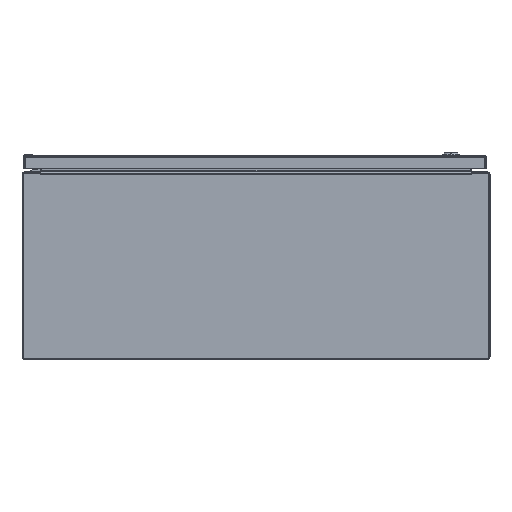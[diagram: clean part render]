
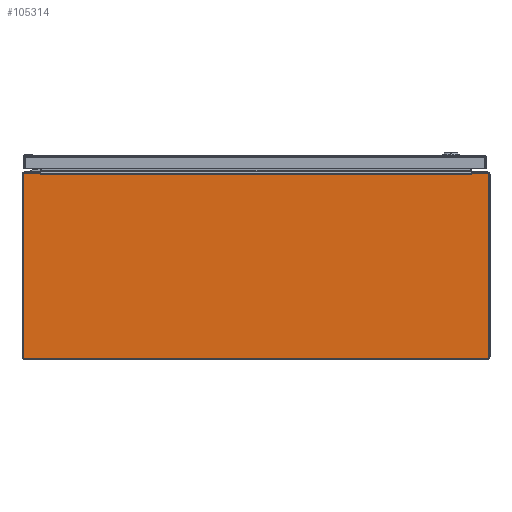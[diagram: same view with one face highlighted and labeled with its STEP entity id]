
A CAD part, front view. The second image highlights one B-rep face of the part: STEP entity #105314.
In plain terms, the highlighted planar face has unit normal (0, -1, 0).
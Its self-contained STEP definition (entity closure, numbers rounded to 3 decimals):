
#203 = AXIS2_PLACEMENT_3D ( 'NONE', #106153, #128009, #19016 ) ;
#2012 = CARTESIAN_POINT ( 'NONE',  ( 0., -21., 5.937 ) ) ;
#3810 = VECTOR ( 'NONE', #120707, 39.37 ) ;
#3876 = CARTESIAN_POINT ( 'NONE',  ( 14.857, -21., -5.857 ) ) ;
#5899 = ORIENTED_EDGE ( 'NONE', *, *, #57766, .T. ) ;
#7676 = VERTEX_POINT ( 'NONE', #132491 ) ;
#10673 = DIRECTION ( 'NONE',  ( -1., 0., 0. ) ) ;
#10782 = ORIENTED_EDGE ( 'NONE', *, *, #13732, .T. ) ;
#11418 = ORIENTED_EDGE ( 'NONE', *, *, #126698, .T. ) ;
#11649 = ORIENTED_EDGE ( 'NONE', *, *, #41467, .T. ) ;
#12118 = DIRECTION ( 'NONE',  ( 0., 0., -1. ) ) ;
#12323 = CARTESIAN_POINT ( 'NONE',  ( 0., -21., 5.855 ) ) ;
#13600 = CARTESIAN_POINT ( 'NONE',  ( 13.828, -21., 5.937 ) ) ;
#13732 = EDGE_CURVE ( 'NONE', #121823, #74959, #106892, .T. ) ;
#15764 = VECTOR ( 'NONE', #157334, 39.37 ) ;
#16926 = VECTOR ( 'NONE', #10673, 39.37 ) ;
#18337 = VERTEX_POINT ( 'NONE', #13600 ) ;
#19016 = DIRECTION ( 'NONE',  ( 0., 0., -1. ) ) ;
#19465 = VECTOR ( 'NONE', #75329, 39.37 ) ;
#25014 = DIRECTION ( 'NONE',  ( 0., -1., 0. ) ) ;
#25135 = VERTEX_POINT ( 'NONE', #144816 ) ;
#25581 = CARTESIAN_POINT ( 'NONE',  ( 13.798, -21., 5.855 ) ) ;
#25671 = VERTEX_POINT ( 'NONE', #143443 ) ;
#25719 = LINE ( 'NONE', #59654, #15764 ) ;
#27548 = DIRECTION ( 'NONE',  ( -1., 0., 0. ) ) ;
#29133 = CARTESIAN_POINT ( 'NONE',  ( 13.806, -21., 5.855 ) ) ;
#31984 = VECTOR ( 'NONE', #51214, 39.37 ) ;
#32270 = CARTESIAN_POINT ( 'NONE',  ( -13.828, -21., 5.937 ) ) ;
#32573 = AXIS2_PLACEMENT_3D ( 'NONE', #3876, #69948, #132072 ) ;
#33267 = ORIENTED_EDGE ( 'NONE', *, *, #89892, .T. ) ;
#35230 = CARTESIAN_POINT ( 'NONE',  ( -14.857, -21., 5.937 ) ) ;
#35779 = VECTOR ( 'NONE', #45885, 39.37 ) ;
#37799 = EDGE_CURVE ( 'NONE', #74959, #129348, #143406, .T. ) ;
#38585 = VERTEX_POINT ( 'NONE', #73884 ) ;
#39101 = LINE ( 'NONE', #2012, #31984 ) ;
#39956 = EDGE_CURVE ( 'NONE', #154415, #119132, #73643, .T. ) ;
#41467 = EDGE_CURVE ( 'NONE', #129348, #7676, #69337, .T. ) ;
#45427 = CARTESIAN_POINT ( 'NONE',  ( -14.857, -21., 5.857 ) ) ;
#45885 = DIRECTION ( 'NONE',  ( 0., 0., 1. ) ) ;
#48776 = LINE ( 'NONE', #58500, #67663 ) ;
#50193 = DIRECTION ( 'NONE',  ( 0., -1., 0. ) ) ;
#50925 = EDGE_LOOP ( 'NONE', ( #60836, #148918, #5899, #88240, #10782, #101573, #11649, #146644, #33267, #11418, #108394, #144452, #150769, #146006 ) ) ;
#51214 = DIRECTION ( 'NONE',  ( -1., 0., 0. ) ) ;
#52545 = LINE ( 'NONE', #29133, #155837 ) ;
#53088 = CIRCLE ( 'NONE', #104571, 0.08 ) ;
#53821 = DIRECTION ( 'NONE',  ( 0., -1., 0. ) ) ;
#54775 = LINE ( 'NONE', #91913, #153101 ) ;
#54853 = CARTESIAN_POINT ( 'NONE',  ( -14.857, -21., -5.937 ) ) ;
#57766 = EDGE_CURVE ( 'NONE', #25135, #38585, #121498, .T. ) ;
#58500 = CARTESIAN_POINT ( 'NONE',  ( -13.814, -21., 5.855 ) ) ;
#58778 = CARTESIAN_POINT ( 'NONE',  ( 14.857, -21., -5.937 ) ) ;
#59654 = CARTESIAN_POINT ( 'NONE',  ( 0., -21., 5.855 ) ) ;
#60270 = CARTESIAN_POINT ( 'NONE',  ( -13.814, -21., 5.855 ) ) ;
#60836 = ORIENTED_EDGE ( 'NONE', *, *, #85357, .T. ) ;
#61536 = DIRECTION ( 'NONE',  ( -1., 0., 0. ) ) ;
#63739 = CARTESIAN_POINT ( 'NONE',  ( 0., -21., 0. ) ) ;
#67663 = VECTOR ( 'NONE', #157766, 39.37 ) ;
#69337 = LINE ( 'NONE', #95124, #35779 ) ;
#69948 = DIRECTION ( 'NONE',  ( 0., -1., 0. ) ) ;
#71954 = VERTEX_POINT ( 'NONE', #32270 ) ;
#73643 = LINE ( 'NONE', #12323, #76693 ) ;
#73783 = CIRCLE ( 'NONE', #94409, 0.08 ) ;
#73884 = CARTESIAN_POINT ( 'NONE',  ( -14.937, -21., -5.857 ) ) ;
#74959 = VERTEX_POINT ( 'NONE', #58778 ) ;
#75329 = DIRECTION ( 'NONE',  ( 1., 0., 0. ) ) ;
#76693 = VECTOR ( 'NONE', #61536, 39.37 ) ;
#79507 = VERTEX_POINT ( 'NONE', #35230 ) ;
#85357 = EDGE_CURVE ( 'NONE', #71954, #79507, #39101, .T. ) ;
#86340 = EDGE_CURVE ( 'NONE', #25671, #154415, #52545, .T. ) ;
#88157 = EDGE_CURVE ( 'NONE', #79507, #25135, #53088, .T. ) ;
#88240 = ORIENTED_EDGE ( 'NONE', *, *, #111588, .T. ) ;
#89892 = EDGE_CURVE ( 'NONE', #149990, #18337, #139111, .T. ) ;
#91913 = CARTESIAN_POINT ( 'NONE',  ( 13.828, -21., 5.937 ) ) ;
#94409 = AXIS2_PLACEMENT_3D ( 'NONE', #123627, #50193, #122823 ) ;
#94672 = DIRECTION ( 'NONE',  ( 0., 0., -1. ) ) ;
#95124 = CARTESIAN_POINT ( 'NONE',  ( 14.937, -21., 0. ) ) ;
#95408 = CARTESIAN_POINT ( 'NONE',  ( 0., -21., 5.937 ) ) ;
#101573 = ORIENTED_EDGE ( 'NONE', *, *, #37799, .T. ) ;
#104571 = AXIS2_PLACEMENT_3D ( 'NONE', #45427, #53821, #94672 ) ;
#105126 = AXIS2_PLACEMENT_3D ( 'NONE', #63739, #25014, #12118 ) ;
#105314 = ADVANCED_FACE ( 'NONE', ( #134780 ), #137180, .T. ) ;
#106153 = CARTESIAN_POINT ( 'NONE',  ( -14.857, -21., -5.857 ) ) ;
#106892 = LINE ( 'NONE', #144050, #19465 ) ;
#108394 = ORIENTED_EDGE ( 'NONE', *, *, #86340, .T. ) ;
#108620 = CARTESIAN_POINT ( 'NONE',  ( -14.937, -21., 0. ) ) ;
#111588 = EDGE_CURVE ( 'NONE', #38585, #121823, #121242, .T. ) ;
#113031 = EDGE_CURVE ( 'NONE', #119132, #156314, #25719, .T. ) ;
#119132 = VERTEX_POINT ( 'NONE', #126975 ) ;
#120707 = DIRECTION ( 'NONE',  ( 0., 0., -1. ) ) ;
#121242 = CIRCLE ( 'NONE', #203, 0.08 ) ;
#121498 = LINE ( 'NONE', #108620, #3810 ) ;
#121823 = VERTEX_POINT ( 'NONE', #54853 ) ;
#122823 = DIRECTION ( 'NONE',  ( 0., 0., -1. ) ) ;
#123627 = CARTESIAN_POINT ( 'NONE',  ( 14.857, -21., 5.857 ) ) ;
#126698 = EDGE_CURVE ( 'NONE', #18337, #25671, #54775, .T. ) ;
#126975 = CARTESIAN_POINT ( 'NONE',  ( -13.798, -21., 5.855 ) ) ;
#128009 = DIRECTION ( 'NONE',  ( 0., -1., 0. ) ) ;
#129348 = VERTEX_POINT ( 'NONE', #129727 ) ;
#129727 = CARTESIAN_POINT ( 'NONE',  ( 14.937, -21., -5.857 ) ) ;
#130211 = CARTESIAN_POINT ( 'NONE',  ( 14.857, -21., 5.937 ) ) ;
#132072 = DIRECTION ( 'NONE',  ( 0., 0., -1. ) ) ;
#132491 = CARTESIAN_POINT ( 'NONE',  ( 14.937, -21., 5.857 ) ) ;
#133676 = EDGE_CURVE ( 'NONE', #7676, #149990, #73783, .T. ) ;
#134780 = FACE_OUTER_BOUND ( 'NONE', #50925, .T. ) ;
#137180 = PLANE ( 'NONE',  #105126 ) ;
#139111 = LINE ( 'NONE', #95408, #16926 ) ;
#143406 = CIRCLE ( 'NONE', #32573, 0.08 ) ;
#143443 = CARTESIAN_POINT ( 'NONE',  ( 13.814, -21., 5.855 ) ) ;
#144050 = CARTESIAN_POINT ( 'NONE',  ( 0., -21., -5.937 ) ) ;
#144452 = ORIENTED_EDGE ( 'NONE', *, *, #39956, .T. ) ;
#144816 = CARTESIAN_POINT ( 'NONE',  ( -14.937, -21., 5.857 ) ) ;
#146006 = ORIENTED_EDGE ( 'NONE', *, *, #156642, .T. ) ;
#146644 = ORIENTED_EDGE ( 'NONE', *, *, #133676, .T. ) ;
#148918 = ORIENTED_EDGE ( 'NONE', *, *, #88157, .T. ) ;
#149990 = VERTEX_POINT ( 'NONE', #130211 ) ;
#150769 = ORIENTED_EDGE ( 'NONE', *, *, #113031, .T. ) ;
#150872 = DIRECTION ( 'NONE',  ( -0.174, 0., -0.985 ) ) ;
#153101 = VECTOR ( 'NONE', #150872, 39.37 ) ;
#154415 = VERTEX_POINT ( 'NONE', #25581 ) ;
#155837 = VECTOR ( 'NONE', #27548, 39.37 ) ;
#156314 = VERTEX_POINT ( 'NONE', #60270 ) ;
#156642 = EDGE_CURVE ( 'NONE', #156314, #71954, #48776, .T. ) ;
#157334 = DIRECTION ( 'NONE',  ( -1., 0., 0. ) ) ;
#157766 = DIRECTION ( 'NONE',  ( -0.174, 0., 0.985 ) ) ;
